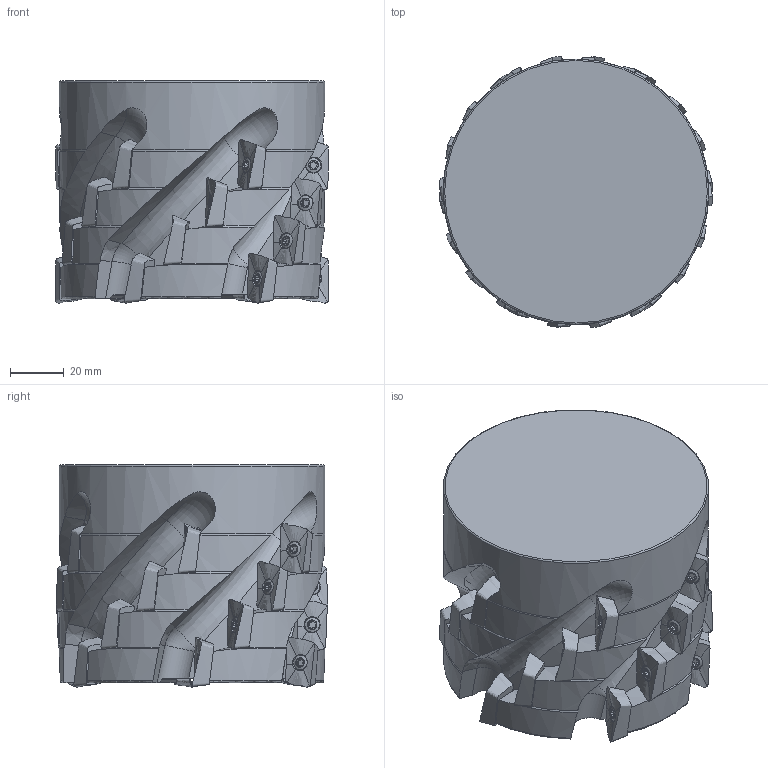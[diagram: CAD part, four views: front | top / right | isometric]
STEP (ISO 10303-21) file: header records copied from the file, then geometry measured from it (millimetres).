
FILE_DESCRIPTION(/* description */ (''),/* implementation_level */ '2;1');
FILE_NAME(/* name */ '1588666054782.stp',/* time_stamp */ '2020-05-05T13:38:11+05:00',/* author */ (''),/* organization */ ('SMS'),/* preprocessor_version */ 'ST-DEVELOPER v16.7',/* originating_system */ 'SIEMENS PLM Software NX 12.0',/* authorisation */ '');
FILE_SCHEMA (('AUTOMOTIVE_DESIGN { 1 0 10303 214 3 1 1 1 }'));
Products named in the file (4): ASSEMBLY_CONSTRUCTION; 202613866mod000_01; 202985314mod000_00; 202985463mod000_00
Assembly tree (26 placements, depth 2):
  202985463mod000_00
    202985314mod000_00
    202613866mod000_01  x24
    ASSEMBLY_CONSTRUCTION
Bounding box: 101.6 x 100.99 x 82.58 mm (x, y, z)
Volume: 531409 mm3; surface area: 65170.6 mm2
Topology: 25 solids, 25 shells, 989 faces, 2648 edges, 1834 vertices
Faces by surface type: extrusion 288, bspline 222, plane 147, torus 121, cone 120, cylinder 79, revolution 12
Full cylindrical faces by diameter (mm): 3.5 x24, 4.15 x24, 5.5 x24, 98.68 x1
Entity records: 61314 total; most frequent: CARTESIAN_POINT 42446, DIRECTION 3890, ORIENTED_EDGE 3650, EDGE_CURVE 1825, AXIS2_PLACEMENT_3D 1639, VERTEX_POINT 1315, EDGE_LOOP 960, ELLIPSE 918
